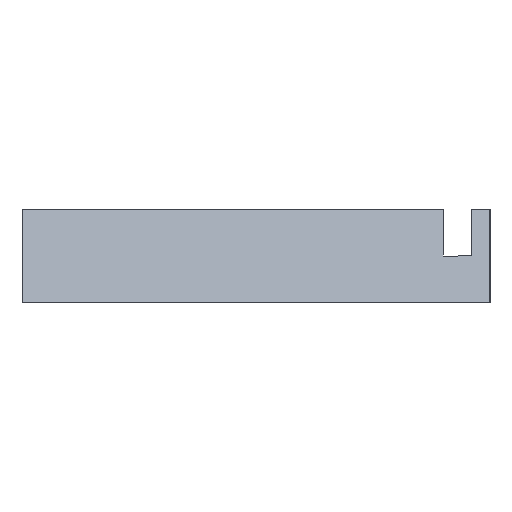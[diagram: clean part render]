
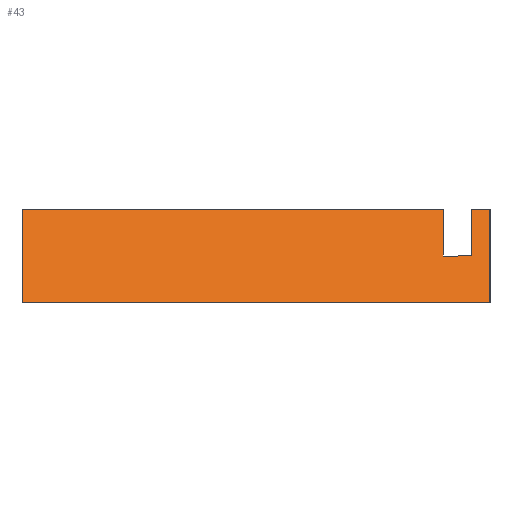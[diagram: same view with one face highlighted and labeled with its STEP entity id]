
A CAD part, left-side view. The second image highlights one B-rep face of the part: STEP entity #43.
In plain terms, the highlighted planar face has unit normal (-0.707, 0, 0.707).
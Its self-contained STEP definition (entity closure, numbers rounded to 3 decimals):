
#43=ADVANCED_FACE('',(#63),#53,.T.);
#53=PLANE('',#220);
#63=FACE_OUTER_BOUND('',#73,.T.);
#73=EDGE_LOOP('',(#114,#115,#116,#117,#118,#119,#120,#121));
#114=ORIENTED_EDGE('',*,*,#159,.F.);
#115=ORIENTED_EDGE('',*,*,#141,.F.);
#116=ORIENTED_EDGE('',*,*,#144,.F.);
#117=ORIENTED_EDGE('',*,*,#153,.F.);
#118=ORIENTED_EDGE('',*,*,#148,.F.);
#119=ORIENTED_EDGE('',*,*,#151,.F.);
#120=ORIENTED_EDGE('',*,*,#156,.F.);
#121=ORIENTED_EDGE('',*,*,#161,.F.);
#123=VERTEX_POINT('',#270);
#125=VERTEX_POINT('',#274);
#127=VERTEX_POINT('',#280);
#129=VERTEX_POINT('',#285);
#131=VERTEX_POINT('',#289);
#133=VERTEX_POINT('',#295);
#135=VERTEX_POINT('',#304);
#136=VERTEX_POINT('',#308);
#141=EDGE_CURVE('',#125,#123,#165,.T.);
#144=EDGE_CURVE('',#127,#125,#168,.T.);
#148=EDGE_CURVE('',#131,#129,#172,.T.);
#151=EDGE_CURVE('',#133,#131,#175,.T.);
#153=EDGE_CURVE('',#129,#127,#177,.T.);
#156=EDGE_CURVE('',#135,#133,#180,.T.);
#159=EDGE_CURVE('',#123,#136,#183,.T.);
#161=EDGE_CURVE('',#136,#135,#185,.T.);
#165=LINE('',#275,#189);
#168=LINE('',#281,#192);
#172=LINE('',#290,#196);
#175=LINE('',#296,#199);
#177=LINE('',#299,#201);
#180=LINE('',#305,#204);
#183=LINE('',#311,#207);
#185=LINE('',#314,#209);
#189=VECTOR('',#226,1.);
#192=VECTOR('',#231,1.);
#196=VECTOR('',#237,1.);
#199=VECTOR('',#242,1.);
#201=VECTOR('',#246,1.);
#204=VECTOR('',#251,1.);
#207=VECTOR('',#256,1.);
#209=VECTOR('',#260,1.);
#220=AXIS2_PLACEMENT_3D('',#317,#265,#266);
#226=DIRECTION('',(0.,-1.,0.));
#231=DIRECTION('',(0.707,0.,0.707));
#237=DIRECTION('',(-0.707,0.,-0.707));
#242=DIRECTION('',(0.,-1.,0.));
#246=DIRECTION('',(0.,1.,0.));
#251=DIRECTION('',(0.707,0.,0.707));
#256=DIRECTION('',(-0.707,0.,-0.707));
#260=DIRECTION('',(0.,-1.,0.));
#265=DIRECTION('',(-0.707,0.,0.707));
#266=DIRECTION('',(0.,-1.,0.));
#270=CARTESIAN_POINT('',(10.,5.,10.));
#274=CARTESIAN_POINT('',(10.,50.,10.));
#275=CARTESIAN_POINT('',(10.,5.,10.));
#280=CARTESIAN_POINT('',(0.,50.,0.));
#281=CARTESIAN_POINT('',(5.,50.,5.));
#285=CARTESIAN_POINT('',(0.,0.,0.));
#289=CARTESIAN_POINT('',(10.,0.,10.));
#290=CARTESIAN_POINT('',(155.,0.,155.));
#295=CARTESIAN_POINT('',(10.,2.,10.));
#296=CARTESIAN_POINT('',(10.,0.,10.));
#299=CARTESIAN_POINT('',(0.,0.,0.));
#304=CARTESIAN_POINT('',(5.,2.,5.));
#305=CARTESIAN_POINT('',(0.,2.,0.));
#308=CARTESIAN_POINT('',(5.,5.,5.));
#311=CARTESIAN_POINT('',(0.,5.,0.));
#314=CARTESIAN_POINT('',(5.,0.,5.));
#317=CARTESIAN_POINT('',(0.,0.,0.));
